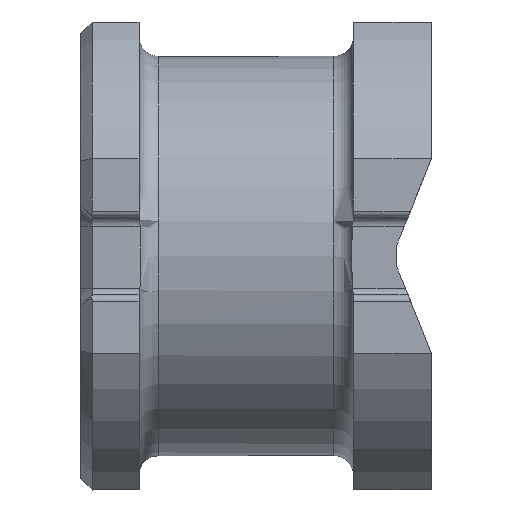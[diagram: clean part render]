
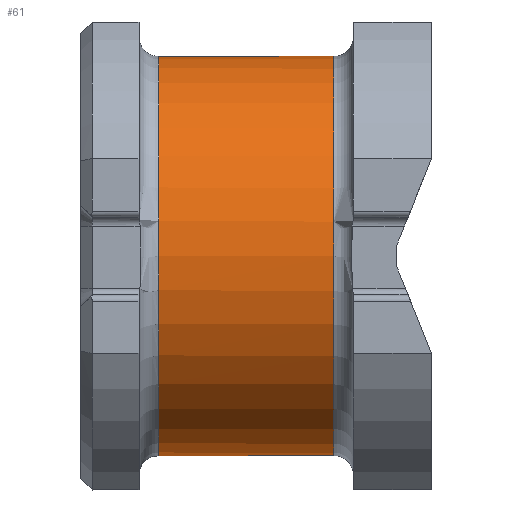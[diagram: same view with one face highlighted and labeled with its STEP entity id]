
A CAD part, left-side view. The second image highlights one B-rep face of the part: STEP entity #61.
In plain terms, the highlighted cylindrical face has radius 2.559 mm (diameter 5.119 mm), a partial arc.
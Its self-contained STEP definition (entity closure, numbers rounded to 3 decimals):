
#61=ADVANCED_FACE('',(#164),#165,.T.);
#164=FACE_OUTER_BOUND('',#338,.T.);
#165=CYLINDRICAL_SURFACE('',#339,2.559);
#338=EDGE_LOOP('',(#642,#643,#644,#645,#646,#647));
#339=AXIS2_PLACEMENT_3D('',#648,#649,#650);
#642=ORIENTED_EDGE('',*,*,#1300,.T.);
#643=ORIENTED_EDGE('',*,*,#1216,.T.);
#644=ORIENTED_EDGE('',*,*,#1301,.T.);
#645=ORIENTED_EDGE('',*,*,#1297,.F.);
#646=ORIENTED_EDGE('',*,*,#1291,.T.);
#647=ORIENTED_EDGE('',*,*,#1228,.T.);
#648=CARTESIAN_POINT('',(0.0,1.0,0.0));
#649=DIRECTION('',(0.0,-1.0,-0.0));
#650=DIRECTION('',(0.0,0.0,-1.0));
#1216=EDGE_CURVE('',#1451,#1454,#1457,.T.);
#1228=EDGE_CURVE('',#1468,#1478,#1480,.T.);
#1291=EDGE_CURVE('',#1597,#1468,#1598,.T.);
#1297=EDGE_CURVE('',#1597,#1605,#1606,.T.);
#1300=EDGE_CURVE('',#1478,#1451,#1610,.T.);
#1301=EDGE_CURVE('',#1454,#1605,#1611,.T.);
#1451=VERTEX_POINT('',#1847);
#1454=VERTEX_POINT('',#1850);
#1457=CIRCLE('',#1853,2.559);
#1468=VERTEX_POINT('',#1888);
#1478=VERTEX_POINT('',#1913);
#1480=CIRCLE('',#1915,2.559);
#1597=VERTEX_POINT('',#2128);
#1598=CIRCLE('',#2129,2.559);
#1605=VERTEX_POINT('',#2160);
#1606=LINE('',#2161,#2162);
#1610=LINE('',#2166,#2167);
#1611=CIRCLE('',#2168,2.559);
#1847=CARTESIAN_POINT('',(0.0,3.5,2.559));
#1850=CARTESIAN_POINT('',(-0.009,3.5,-2.559));
#1853=AXIS2_PLACEMENT_3D('',#2579,#2580,#2581);
#1888=CARTESIAN_POINT('',(-0.006,1.25,2.559));
#1913=CARTESIAN_POINT('',(0.0,1.25,2.559));
#1915=AXIS2_PLACEMENT_3D('',#2600,#2601,#2602);
#2128=CARTESIAN_POINT('',(0.0,1.25,-2.559));
#2129=AXIS2_PLACEMENT_3D('',#2693,#2694,#2695);
#2160=CARTESIAN_POINT('',(0.0,3.5,-2.559));
#2161=CARTESIAN_POINT('',(0.,1.25,-2.559));
#2162=VECTOR('',#2702,2.25);
#2166=CARTESIAN_POINT('',(0.,1.25,2.559));
#2167=VECTOR('',#2709,2.25);
#2168=AXIS2_PLACEMENT_3D('',#2710,#2711,#2712);
#2579=CARTESIAN_POINT('',(0.0,3.5,0.0));
#2580=DIRECTION('',(0.0,-1.0,0.0));
#2581=DIRECTION('',(0.0,0.0,1.0));
#2600=CARTESIAN_POINT('',(0.0,1.25,0.0));
#2601=DIRECTION('',(0.0,1.0,0.0));
#2602=DIRECTION('',(0.0,0.0,-1.0));
#2693=CARTESIAN_POINT('',(0.0,1.25,0.0));
#2694=DIRECTION('',(0.0,1.0,0.0));
#2695=DIRECTION('',(0.0,0.0,-1.0));
#2702=DIRECTION('',(0.,1.0,0.0));
#2709=DIRECTION('',(0.0,1.0,0.0));
#2710=CARTESIAN_POINT('',(0.0,3.5,0.0));
#2711=DIRECTION('',(0.0,-1.0,0.0));
#2712=DIRECTION('',(0.0,0.0,1.0));
